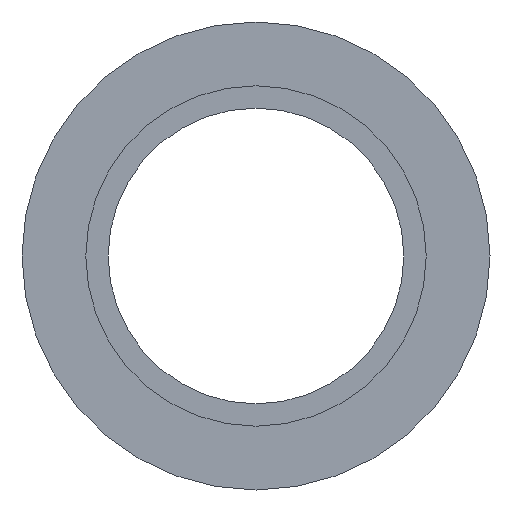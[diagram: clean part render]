
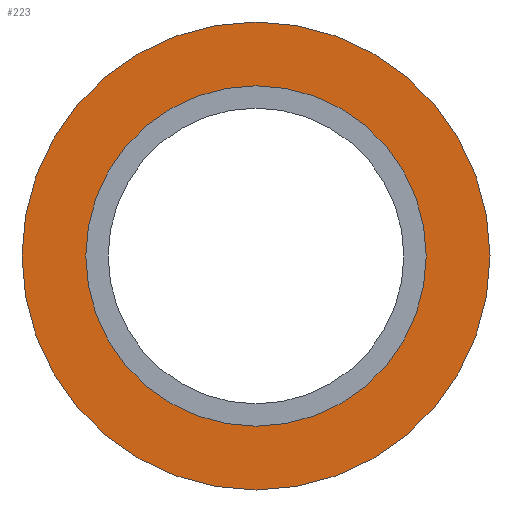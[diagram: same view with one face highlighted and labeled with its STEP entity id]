
A CAD part, left-side view. The second image highlights one B-rep face of the part: STEP entity #223.
In plain terms, the highlighted planar face has unit normal (-1, 0, 0).
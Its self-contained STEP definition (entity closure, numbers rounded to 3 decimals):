
#38=FACE_BOUND('',#67,.T.);
#49=FACE_OUTER_BOUND('',#66,.T.);
#66=EDGE_LOOP('',(#197,#198));
#67=EDGE_LOOP('',(#199,#200));
#89=CIRCLE('',#269,11.);
#90=CIRCLE('',#270,11.);
#91=CIRCLE('',#272,8.);
#92=CIRCLE('',#273,8.);
#113=VERTEX_POINT('',#410);
#114=VERTEX_POINT('',#412);
#115=VERTEX_POINT('',#416);
#116=VERTEX_POINT('',#417);
#142=EDGE_CURVE('',#113,#114,#89,.T.);
#143=EDGE_CURVE('',#114,#113,#90,.T.);
#144=EDGE_CURVE('',#115,#116,#91,.T.);
#145=EDGE_CURVE('',#116,#115,#92,.T.);
#197=ORIENTED_EDGE('',*,*,#143,.F.);
#198=ORIENTED_EDGE('',*,*,#142,.F.);
#199=ORIENTED_EDGE('',*,*,#144,.T.);
#200=ORIENTED_EDGE('',*,*,#145,.T.);
#212=PLANE('',#271);
#223=ADVANCED_FACE('',(#49,#38),#212,.T.);
#269=AXIS2_PLACEMENT_3D('',#413,#342,#343);
#270=AXIS2_PLACEMENT_3D('',#414,#344,#345);
#271=AXIS2_PLACEMENT_3D('',#415,#346,#347);
#272=AXIS2_PLACEMENT_3D('',#418,#348,#349);
#273=AXIS2_PLACEMENT_3D('',#419,#350,#351);
#342=DIRECTION('center_axis',(1.,0.,0.));
#343=DIRECTION('ref_axis',(0.,0.,-1.));
#344=DIRECTION('center_axis',(1.,0.,0.));
#345=DIRECTION('ref_axis',(0.,0.,-1.));
#346=DIRECTION('center_axis',(-1.,0.,0.));
#347=DIRECTION('ref_axis',(0.,0.,1.));
#348=DIRECTION('center_axis',(1.,0.,0.));
#349=DIRECTION('ref_axis',(0.,0.,-1.));
#350=DIRECTION('center_axis',(1.,0.,0.));
#351=DIRECTION('ref_axis',(0.,0.,-1.));
#410=CARTESIAN_POINT('',(-6.35,0.,11.));
#412=CARTESIAN_POINT('',(-6.35,0.,-11.));
#413=CARTESIAN_POINT('Origin',(-6.35,0.,0.));
#414=CARTESIAN_POINT('Origin',(-6.35,0.,0.));
#415=CARTESIAN_POINT('Origin',(-6.35,8.,0.));
#416=CARTESIAN_POINT('',(-6.35,0.,-8.));
#417=CARTESIAN_POINT('',(-6.35,0.,8.));
#418=CARTESIAN_POINT('Origin',(-6.35,0.,0.));
#419=CARTESIAN_POINT('Origin',(-6.35,0.,0.));
